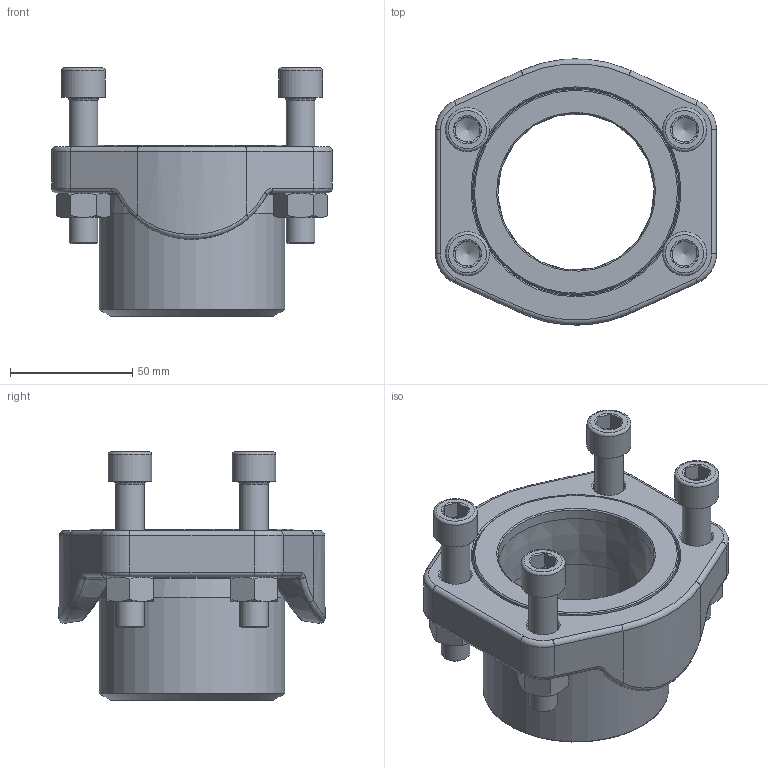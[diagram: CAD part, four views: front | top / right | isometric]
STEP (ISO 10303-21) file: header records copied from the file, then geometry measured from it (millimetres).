
FILE_DESCRIPTION(/* description */ (''),/* implementation_level */ '2;1');
FILE_NAME(/* name */ 'AFG64-329.stp',/* time_stamp */ '2025-01-14T15:19:58+01:00',/* author */ (''),/* organization */ (''),/* preprocessor_version */ 'ST-DEVELOPER v16',/* originating_system */ 'SIEMENS PLM Software NX 10.0',/* authorisation */ '');
FILE_SCHEMA (('AUTOMOTIVE_DESIGN { 1 0 10303 214 3 1 1 1 }'));
Length unit declared in the file: millimetre
Products named in the file (5): X-AFK64-3; X-AFV64-3; X-FM12; X-M12x60I; AFG64-3
Assembly tree (10 placements, depth 2):
  AFG64-3
    X-M12x60I  x4
    X-FM12  x4
    X-AFV64-3
    X-AFK64-3
Bounding box: 115 x 108.98 x 101.6 mm (x, y, z)
Volume: 252013.2 mm3; surface area: 83394.7 mm2
Topology: 10 solids, 10 shells, 307 faces, 642 edges, 361 vertices
Faces by surface type: cone 112, plane 104, cylinder 41, torus 36, bspline 12, sphere 2
Full cylindrical faces by diameter (mm): 10.344 x4, 11.701 x4, 13 x4, 18 x4, 64 x1, 64.9 x1, 74 x1, 74.95 x1, 76.1 x1, 84.1 x1, 84.95 x1
Entity records: 4567 total; most frequent: CARTESIAN_POINT 1387, DIRECTION 678, ORIENTED_EDGE 546, AXIS2_PLACEMENT_3D 309, EDGE_CURVE 273, EDGE_LOOP 212, VERTEX_POINT 178, CIRCLE 159
